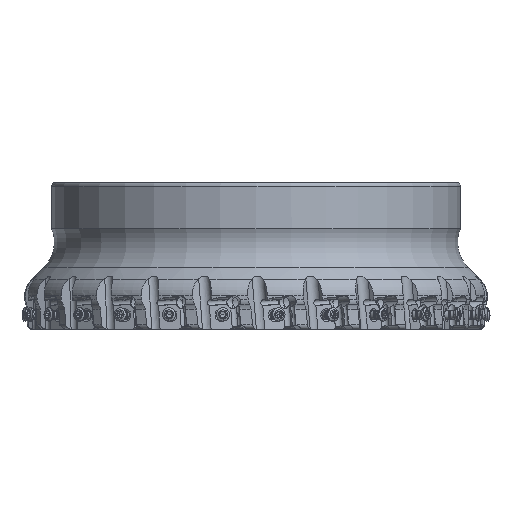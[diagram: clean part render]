
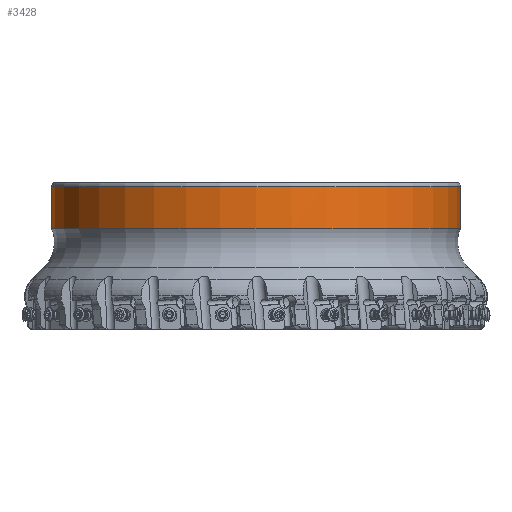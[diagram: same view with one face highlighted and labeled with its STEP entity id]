
A CAD part, front view. The second image highlights one B-rep face of the part: STEP entity #3428.
In plain terms, the highlighted cylindrical face has radius 87.5 mm (diameter 175 mm), a partial arc.
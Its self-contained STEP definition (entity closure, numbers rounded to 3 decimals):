
#3428=ADVANCED_FACE('',(#6499),#5563,.T.);
#5563=CYLINDRICAL_SURFACE('',#39309,87.5);
#6499=FACE_OUTER_BOUND('',#8579,.T.);
#8579=EDGE_LOOP('',(#14699,#14700,#14701,#14702,#14703));
#10780=LINE('',#54620,#12737);
#10781=LINE('',#54624,#12738);
#12737=VECTOR('',#43870,1.);
#12738=VECTOR('',#43873,1.);
#14699=ORIENTED_EDGE('',*,*,#30593,.T.);
#14700=ORIENTED_EDGE('',*,*,#30590,.T.);
#14701=ORIENTED_EDGE('',*,*,#30594,.T.);
#14702=ORIENTED_EDGE('',*,*,#30595,.T.);
#14703=ORIENTED_EDGE('',*,*,#30592,.T.);
#26642=VERTEX_POINT('',#54616);
#26644=VERTEX_POINT('',#54619);
#26645=VERTEX_POINT('',#54621);
#26646=VERTEX_POINT('',#54623);
#26647=VERTEX_POINT('',#54628);
#30590=EDGE_CURVE('',#26645,#26644,#10780,.T.);
#30592=EDGE_CURVE('',#26642,#26646,#10781,.T.);
#30593=EDGE_CURVE('',#26646,#26645,#36565,.T.);
#30594=EDGE_CURVE('',#26644,#26647,#36566,.T.);
#30595=EDGE_CURVE('',#26647,#26642,#36567,.T.);
#36565=CIRCLE('',#39306,87.5);
#36566=CIRCLE('',#39307,87.5);
#36567=CIRCLE('',#39308,87.5);
#39306=AXIS2_PLACEMENT_3D('',#54626,#43876,#43877);
#39307=AXIS2_PLACEMENT_3D('',#54627,#43878,#43879);
#39308=AXIS2_PLACEMENT_3D('',#54629,#43880,#43881);
#39309=AXIS2_PLACEMENT_3D('',#54630,#43882,#43883);
#43870=DIRECTION('',(0.,0.,1.));
#43873=DIRECTION('',(0.,0.,-1.));
#43876=DIRECTION('',(0.,0.,1.));
#43877=DIRECTION('',(-1.,0.,0.));
#43878=DIRECTION('',(0.,0.,-1.));
#43879=DIRECTION('',(1.,0.,0.));
#43880=DIRECTION('',(0.,0.,-1.));
#43881=DIRECTION('',(1.,0.,0.));
#43882=DIRECTION('',(0.,0.,-1.));
#43883=DIRECTION('',(-1.,0.,0.));
#54616=CARTESIAN_POINT('',(-87.5,0.,-1.7));
#54619=CARTESIAN_POINT('',(87.5,0.,-1.7));
#54620=CARTESIAN_POINT('',(87.5,0.,-19.7));
#54621=CARTESIAN_POINT('',(87.5,0.,-19.7));
#54623=CARTESIAN_POINT('',(-87.5,0.,-19.7));
#54624=CARTESIAN_POINT('',(-87.5,0.,-1.7));
#54626=CARTESIAN_POINT('',(0.,0.,-19.7));
#54627=CARTESIAN_POINT('',(0.,0.,-1.7));
#54628=CARTESIAN_POINT('',(87.5,-0.022,-1.7));
#54629=CARTESIAN_POINT('',(0.,0.,-1.7));
#54630=CARTESIAN_POINT('',(0.,0.,-1.34));
